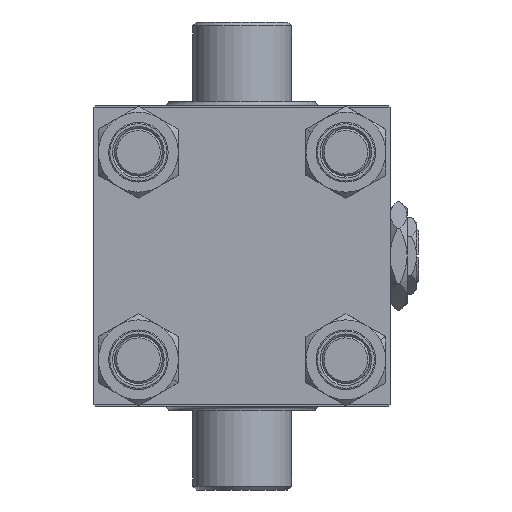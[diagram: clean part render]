
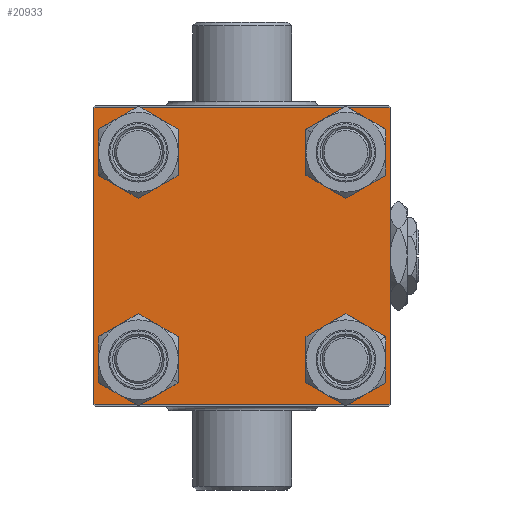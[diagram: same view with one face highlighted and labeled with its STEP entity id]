
A CAD part, left-side view. The second image highlights one B-rep face of the part: STEP entity #20933.
In plain terms, the highlighted planar face has unit normal (-1, 0, 0).
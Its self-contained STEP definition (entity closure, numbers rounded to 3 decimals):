
#50 = EDGE_CURVE ( 'NONE', #15718, #36890, #7902, .T. ) ;
#158 = EDGE_CURVE ( 'NONE', #3496, #23690, #23894, .T. ) ;
#405 = CARTESIAN_POINT ( 'NONE',  ( 0., -26.15, -32.65 ) ) ;
#1232 = CARTESIAN_POINT ( 'NONE',  ( 0., -26.15, -19.65 ) ) ;
#1247 = DIRECTION ( 'NONE',  ( -1., 0., 0. ) ) ;
#1758 = VERTEX_POINT ( 'NONE', #47987 ) ;
#2941 = EDGE_LOOP ( 'NONE', ( #46249, #24806, #15302, #13214, #41003, #19889, #10974, #31529 ) ) ;
#3496 = VERTEX_POINT ( 'NONE', #19057 ) ;
#3755 = CARTESIAN_POINT ( 'NONE',  ( 0., 37.5, 37. ) ) ;
#4325 = CARTESIAN_POINT ( 'NONE',  ( 0., 26.15, -26.15 ) ) ;
#4807 = DIRECTION ( 'NONE',  ( 0., 0., 1. ) ) ;
#5250 = VERTEX_POINT ( 'NONE', #405 ) ;
#5675 = DIRECTION ( 'NONE',  ( 1., 0., 0. ) ) ;
#5862 = AXIS2_PLACEMENT_3D ( 'NONE', #43891, #21468, #31842 ) ;
#6300 = ORIENTED_EDGE ( 'NONE', *, *, #42316, .T. ) ;
#6594 = VERTEX_POINT ( 'NONE', #1232 ) ;
#7902 = LINE ( 'NONE', #34055, #20334 ) ;
#8222 = EDGE_CURVE ( 'NONE', #33014, #18013, #27780, .T. ) ;
#8229 = CIRCLE ( 'NONE', #5862, 6.5 ) ;
#9624 = LINE ( 'NONE', #24645, #45112 ) ;
#9905 = CARTESIAN_POINT ( 'NONE',  ( 0., 37.25, -37.25 ) ) ;
#10190 = CARTESIAN_POINT ( 'NONE',  ( 0., -26.15, -26.15 ) ) ;
#10441 = VERTEX_POINT ( 'NONE', #28208 ) ;
#10615 = VERTEX_POINT ( 'NONE', #14888 ) ;
#10719 = CARTESIAN_POINT ( 'NONE',  ( 0., 37.5, 37.5 ) ) ;
#10957 = DIRECTION ( 'NONE',  ( 0., 0., -1. ) ) ;
#10974 = ORIENTED_EDGE ( 'NONE', *, *, #32758, .F. ) ;
#11662 = CIRCLE ( 'NONE', #30554, 6.5 ) ;
#11681 = CARTESIAN_POINT ( 'NONE',  ( 0., -26.15, 26.15 ) ) ;
#12596 = CARTESIAN_POINT ( 'NONE',  ( 0., 26.15, 26.15 ) ) ;
#12600 = DIRECTION ( 'NONE',  ( 0., 0., 1. ) ) ;
#12860 = CARTESIAN_POINT ( 'NONE',  ( 0., 26.15, 19.65 ) ) ;
#13053 = FACE_BOUND ( 'NONE', #30418, .T. ) ;
#13214 = ORIENTED_EDGE ( 'NONE', *, *, #158, .T. ) ;
#13655 = ORIENTED_EDGE ( 'NONE', *, *, #42461, .T. ) ;
#14120 = CARTESIAN_POINT ( 'NONE',  ( 0., -26.15, 19.65 ) ) ;
#14888 = CARTESIAN_POINT ( 'NONE',  ( 0., 26.15, -19.65 ) ) ;
#15115 = CARTESIAN_POINT ( 'NONE',  ( 0., 26.15, -32.65 ) ) ;
#15240 = CARTESIAN_POINT ( 'NONE',  ( 0., 37.5, -37.5 ) ) ;
#15302 = ORIENTED_EDGE ( 'NONE', *, *, #22586, .T. ) ;
#15317 = CIRCLE ( 'NONE', #16086, 6.5 ) ;
#15540 = EDGE_LOOP ( 'NONE', ( #37639, #17666 ) ) ;
#15718 = VERTEX_POINT ( 'NONE', #18539 ) ;
#16086 = AXIS2_PLACEMENT_3D ( 'NONE', #20022, #30876, #35294 ) ;
#17011 = DIRECTION ( 'NONE',  ( 0., 0., 1. ) ) ;
#17133 = AXIS2_PLACEMENT_3D ( 'NONE', #42408, #1247, #43125 ) ;
#17262 = DIRECTION ( 'NONE',  ( 0., 0., -1. ) ) ;
#17666 = ORIENTED_EDGE ( 'NONE', *, *, #44725, .T. ) ;
#17725 = EDGE_LOOP ( 'NONE', ( #39396, #23114 ) ) ;
#17753 = EDGE_CURVE ( 'NONE', #42196, #10441, #36045, .T. ) ;
#18013 = VERTEX_POINT ( 'NONE', #35886 ) ;
#18539 = CARTESIAN_POINT ( 'NONE',  ( 0., 37., 37.5 ) ) ;
#18931 = DIRECTION ( 'NONE',  ( 0., -1., 0. ) ) ;
#19057 = CARTESIAN_POINT ( 'NONE',  ( 0., -37., -37.5 ) ) ;
#19153 = AXIS2_PLACEMENT_3D ( 'NONE', #34804, #38983, #12600 ) ;
#19889 = ORIENTED_EDGE ( 'NONE', *, *, #8222, .T. ) ;
#19928 = CIRCLE ( 'NONE', #19153, 6.5 ) ;
#20016 = LINE ( 'NONE', #27641, #34855 ) ;
#20022 = CARTESIAN_POINT ( 'NONE',  ( 0., -26.15, -26.15 ) ) ;
#20334 = VECTOR ( 'NONE', #40945, 1000. ) ;
#20451 = FACE_OUTER_BOUND ( 'NONE', #2941, .T. ) ;
#20697 = FACE_BOUND ( 'NONE', #33826, .T. ) ;
#20933 = ADVANCED_FACE ( 'NONE', ( #35488, #20697, #35254, #13053, #20451 ), #28081, .T. ) ;
#21468 = DIRECTION ( 'NONE',  ( 1., 0., 0. ) ) ;
#22551 = VERTEX_POINT ( 'NONE', #25333 ) ;
#22586 = EDGE_CURVE ( 'NONE', #1758, #3496, #37920, .T. ) ;
#22935 = EDGE_CURVE ( 'NONE', #10615, #37601, #11662, .T. ) ;
#23114 = ORIENTED_EDGE ( 'NONE', *, *, #46265, .T. ) ;
#23256 = DIRECTION ( 'NONE',  ( 1., 0., 0. ) ) ;
#23690 = VERTEX_POINT ( 'NONE', #34716 ) ;
#23894 = LINE ( 'NONE', #31550, #38498 ) ;
#23937 = DIRECTION ( 'NONE',  ( 0., -1., 0. ) ) ;
#24068 = DIRECTION ( 'NONE',  ( 0., 0.707, 0.707 ) ) ;
#24645 = CARTESIAN_POINT ( 'NONE',  ( 0., -37.5, 37.5 ) ) ;
#24806 = ORIENTED_EDGE ( 'NONE', *, *, #38513, .T. ) ;
#25333 = CARTESIAN_POINT ( 'NONE',  ( 0., 37.5, -37. ) ) ;
#25646 = DIRECTION ( 'NONE',  ( 0., -0.707, -0.707 ) ) ;
#27260 = ORIENTED_EDGE ( 'NONE', *, *, #17753, .T. ) ;
#27358 = DIRECTION ( 'NONE',  ( 0., -0.707, 0.707 ) ) ;
#27628 = CARTESIAN_POINT ( 'NONE',  ( 0., -37.5, 37. ) ) ;
#27641 = CARTESIAN_POINT ( 'NONE',  ( 0., 37.5, 37.5 ) ) ;
#27780 = LINE ( 'NONE', #47005, #47290 ) ;
#28081 = PLANE ( 'NONE',  #17133 ) ;
#28208 = CARTESIAN_POINT ( 'NONE',  ( 0., 26.15, 32.65 ) ) ;
#29640 = DIRECTION ( 'NONE',  ( 1., 0., 0. ) ) ;
#30418 = EDGE_LOOP ( 'NONE', ( #13655, #27260 ) ) ;
#30554 = AXIS2_PLACEMENT_3D ( 'NONE', #4325, #41793, #4807 ) ;
#30876 = DIRECTION ( 'NONE',  ( 1., 0., 0. ) ) ;
#31529 = ORIENTED_EDGE ( 'NONE', *, *, #50, .T. ) ;
#31550 = CARTESIAN_POINT ( 'NONE',  ( 0., -37.25, -37.25 ) ) ;
#31842 = DIRECTION ( 'NONE',  ( 0., 0., 1. ) ) ;
#31959 = DIRECTION ( 'NONE',  ( 0., 0., 1. ) ) ;
#32038 = VERTEX_POINT ( 'NONE', #38051 ) ;
#32488 = AXIS2_PLACEMENT_3D ( 'NONE', #10190, #29640, #33118 ) ;
#32758 = EDGE_CURVE ( 'NONE', #15718, #18013, #20016, .T. ) ;
#32872 = ORIENTED_EDGE ( 'NONE', *, *, #37552, .T. ) ;
#32921 = LINE ( 'NONE', #10719, #34188 ) ;
#33014 = VERTEX_POINT ( 'NONE', #27628 ) ;
#33118 = DIRECTION ( 'NONE',  ( 0., 0., 1. ) ) ;
#33614 = VERTEX_POINT ( 'NONE', #14120 ) ;
#33688 = AXIS2_PLACEMENT_3D ( 'NONE', #12596, #5675, #17011 ) ;
#33826 = EDGE_LOOP ( 'NONE', ( #6300, #32872 ) ) ;
#34055 = CARTESIAN_POINT ( 'NONE',  ( 0., 37.25, 37.25 ) ) ;
#34188 = VECTOR ( 'NONE', #10957, 1000. ) ;
#34716 = CARTESIAN_POINT ( 'NONE',  ( 0., -37.5, -37. ) ) ;
#34804 = CARTESIAN_POINT ( 'NONE',  ( 0., 26.15, -26.15 ) ) ;
#34855 = VECTOR ( 'NONE', #23937, 1000. ) ;
#35254 = FACE_BOUND ( 'NONE', #17725, .T. ) ;
#35294 = DIRECTION ( 'NONE',  ( 0., 0., 1. ) ) ;
#35488 = FACE_BOUND ( 'NONE', #15540, .T. ) ;
#35882 = EDGE_CURVE ( 'NONE', #33014, #23690, #9624, .T. ) ;
#35886 = CARTESIAN_POINT ( 'NONE',  ( 0., -37., 37.5 ) ) ;
#36045 = CIRCLE ( 'NONE', #33688, 6.5 ) ;
#36890 = VERTEX_POINT ( 'NONE', #3755 ) ;
#37552 = EDGE_CURVE ( 'NONE', #5250, #6594, #45075, .T. ) ;
#37601 = VERTEX_POINT ( 'NONE', #15115 ) ;
#37639 = ORIENTED_EDGE ( 'NONE', *, *, #42671, .T. ) ;
#37920 = LINE ( 'NONE', #15240, #40784 ) ;
#38025 = AXIS2_PLACEMENT_3D ( 'NONE', #11681, #23256, #38067 ) ;
#38051 = CARTESIAN_POINT ( 'NONE',  ( 0., -26.15, 32.65 ) ) ;
#38067 = DIRECTION ( 'NONE',  ( 0., 0., 1. ) ) ;
#38498 = VECTOR ( 'NONE', #27358, 1000. ) ;
#38513 = EDGE_CURVE ( 'NONE', #22551, #1758, #43911, .T. ) ;
#38983 = DIRECTION ( 'NONE',  ( 1., 0., 0. ) ) ;
#39396 = ORIENTED_EDGE ( 'NONE', *, *, #22935, .T. ) ;
#40784 = VECTOR ( 'NONE', #18931, 1000. ) ;
#40945 = DIRECTION ( 'NONE',  ( 0., 0.707, -0.707 ) ) ;
#41003 = ORIENTED_EDGE ( 'NONE', *, *, #35882, .F. ) ;
#41793 = DIRECTION ( 'NONE',  ( 1., 0., 0. ) ) ;
#41960 = CIRCLE ( 'NONE', #38025, 6.5 ) ;
#42196 = VERTEX_POINT ( 'NONE', #12860 ) ;
#42215 = AXIS2_PLACEMENT_3D ( 'NONE', #42811, #43044, #31959 ) ;
#42316 = EDGE_CURVE ( 'NONE', #6594, #5250, #15317, .T. ) ;
#42408 = CARTESIAN_POINT ( 'NONE',  ( 0., 0., 0. ) ) ;
#42461 = EDGE_CURVE ( 'NONE', #10441, #42196, #8229, .T. ) ;
#42671 = EDGE_CURVE ( 'NONE', #32038, #33614, #45376, .T. ) ;
#42811 = CARTESIAN_POINT ( 'NONE',  ( 0., -26.15, 26.15 ) ) ;
#43044 = DIRECTION ( 'NONE',  ( 1., 0., 0. ) ) ;
#43125 = DIRECTION ( 'NONE',  ( 0., 0., 1. ) ) ;
#43891 = CARTESIAN_POINT ( 'NONE',  ( 0., 26.15, 26.15 ) ) ;
#43911 = LINE ( 'NONE', #9905, #44324 ) ;
#44324 = VECTOR ( 'NONE', #25646, 1000. ) ;
#44725 = EDGE_CURVE ( 'NONE', #33614, #32038, #41960, .T. ) ;
#45075 = CIRCLE ( 'NONE', #32488, 6.5 ) ;
#45112 = VECTOR ( 'NONE', #17262, 1000. ) ;
#45376 = CIRCLE ( 'NONE', #42215, 6.5 ) ;
#46249 = ORIENTED_EDGE ( 'NONE', *, *, #48124, .T. ) ;
#46265 = EDGE_CURVE ( 'NONE', #37601, #10615, #19928, .T. ) ;
#47005 = CARTESIAN_POINT ( 'NONE',  ( 0., -37.25, 37.25 ) ) ;
#47290 = VECTOR ( 'NONE', #24068, 1000. ) ;
#47987 = CARTESIAN_POINT ( 'NONE',  ( 0., 37., -37.5 ) ) ;
#48124 = EDGE_CURVE ( 'NONE', #36890, #22551, #32921, .T. ) ;
